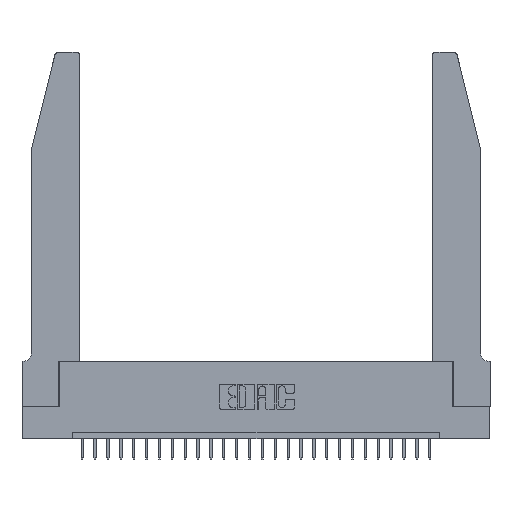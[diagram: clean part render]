
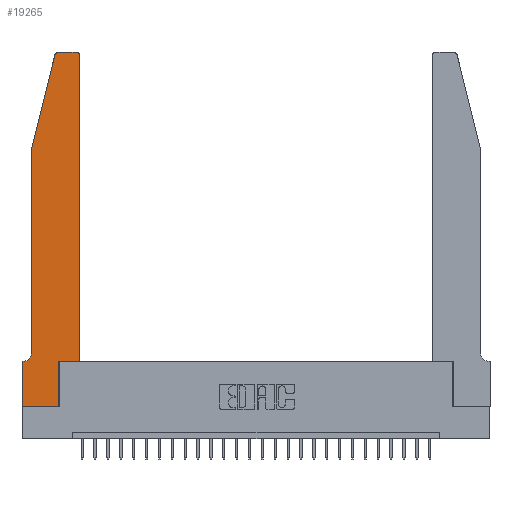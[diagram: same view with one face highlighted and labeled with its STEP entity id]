
A CAD part, top view. The second image highlights one B-rep face of the part: STEP entity #19265.
In plain terms, the highlighted planar face has unit normal (0, 0, 1).
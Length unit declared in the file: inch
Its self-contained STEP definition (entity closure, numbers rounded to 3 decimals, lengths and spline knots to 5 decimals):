
#87 = ORIENTED_EDGE ( 'NONE', *, *, #16676, .T. ) ;
#147 = LINE ( 'NONE', #23377, #4478 ) ;
#272 = VECTOR ( 'NONE', #21809, 39.37008 ) ;
#498 = DIRECTION ( 'NONE',  ( 1., 0., 0. ) ) ;
#747 = CARTESIAN_POINT ( 'NONE',  ( 0.4205, 2.75, 0.37 ) ) ;
#1427 = CARTESIAN_POINT ( 'NONE',  ( 0.2865, 0.35, 0.37 ) ) ;
#1597 = LINE ( 'NONE', #26446, #7965 ) ;
#2279 = CARTESIAN_POINT ( 'NONE',  ( 0.284, 2.72, 0.37 ) ) ;
#2761 = CARTESIAN_POINT ( 'NONE',  ( 0.0755, 2., 0.37 ) ) ;
#3039 = VERTEX_POINT ( 'NONE', #26526 ) ;
#3243 = DIRECTION ( 'NONE',  ( 0., 1., 0. ) ) ;
#3609 = CARTESIAN_POINT ( 'NONE',  ( 0.0755, 0.42, 0.37 ) ) ;
#3941 = ORIENTED_EDGE ( 'NONE', *, *, #23612, .T. ) ;
#3957 = ORIENTED_EDGE ( 'NONE', *, *, #23170, .T. ) ;
#4138 = CARTESIAN_POINT ( 'NONE',  ( 0., 0., 0.37 ) ) ;
#4369 = DIRECTION ( 'NONE',  ( 0., 0., -1. ) ) ;
#4478 = VECTOR ( 'NONE', #27713, 39.37008 ) ;
#5096 = DIRECTION ( 'NONE',  ( 1., 0., 0. ) ) ;
#5782 = CARTESIAN_POINT ( 'NONE',  ( 0.284, 2.75, 0.37 ) ) ;
#6448 = ORIENTED_EDGE ( 'NONE', *, *, #20941, .T. ) ;
#6988 = DIRECTION ( 'NONE',  ( 1., 0., 0. ) ) ;
#7179 = VECTOR ( 'NONE', #13587, 39.37008 ) ;
#7660 = ORIENTED_EDGE ( 'NONE', *, *, #9217, .T. ) ;
#7965 = VECTOR ( 'NONE', #6988, 39.37008 ) ;
#8636 = CARTESIAN_POINT ( 'NONE',  ( 0.2605, 2.75, 0.37 ) ) ;
#8695 = VERTEX_POINT ( 'NONE', #5782 ) ;
#8836 = CIRCLE ( 'NONE', #12497, 0.07 ) ;
#9217 = EDGE_CURVE ( 'NONE', #8695, #11993, #19837, .T. ) ;
#9581 = CARTESIAN_POINT ( 'NONE',  ( 0., 0.35, 0.37 ) ) ;
#10329 = LINE ( 'NONE', #23816, #16715 ) ;
#10381 = VERTEX_POINT ( 'NONE', #3609 ) ;
#10601 = LINE ( 'NONE', #20628, #19979 ) ;
#10946 = AXIS2_PLACEMENT_3D ( 'NONE', #24268, #13321, #498 ) ;
#11206 = CARTESIAN_POINT ( 'NONE',  ( 0.0055, 0.42, 0.37 ) ) ;
#11892 = CIRCLE ( 'NONE', #10946, 0.03 ) ;
#11993 = VERTEX_POINT ( 'NONE', #24538 ) ;
#12115 = EDGE_CURVE ( 'NONE', #19844, #8695, #27041, .T. ) ;
#12345 = VERTEX_POINT ( 'NONE', #9581 ) ;
#12497 = AXIS2_PLACEMENT_3D ( 'NONE', #11206, #4369, #19690 ) ;
#12776 = VECTOR ( 'NONE', #21750, 39.37008 ) ;
#12951 = DIRECTION ( 'NONE',  ( 1., 0., 0. ) ) ;
#12961 = DIRECTION ( 'NONE',  ( 1., 0., 0. ) ) ;
#13321 = DIRECTION ( 'NONE',  ( 0., 0., 1. ) ) ;
#13336 = CARTESIAN_POINT ( 'NONE',  ( 0.0755, 0.35, 0.37 ) ) ;
#13587 = DIRECTION ( 'NONE',  ( -0.239, -0.971, 0. ) ) ;
#14066 = VERTEX_POINT ( 'NONE', #22163 ) ;
#14607 = VERTEX_POINT ( 'NONE', #16464 ) ;
#14981 = DIRECTION ( 'NONE',  ( 0., 1., 0. ) ) ;
#15138 = AXIS2_PLACEMENT_3D ( 'NONE', #2279, #15219, #12961 ) ;
#15219 = DIRECTION ( 'NONE',  ( 0., 0., 1. ) ) ;
#15457 = EDGE_CURVE ( 'NONE', #16733, #14066, #1597, .T. ) ;
#15601 = CARTESIAN_POINT ( 'NONE',  ( 0., 0.35, 0.37 ) ) ;
#15807 = FACE_OUTER_BOUND ( 'NONE', #22783, .T. ) ;
#15854 = ORIENTED_EDGE ( 'NONE', *, *, #23742, .T. ) ;
#16464 = CARTESIAN_POINT ( 'NONE',  ( 0.2865, 0., 0.37 ) ) ;
#16676 = EDGE_CURVE ( 'NONE', #3039, #19844, #11892, .T. ) ;
#16715 = VECTOR ( 'NONE', #12951, 39.37008 ) ;
#16733 = VERTEX_POINT ( 'NONE', #26669 ) ;
#17661 = VERTEX_POINT ( 'NONE', #4138 ) ;
#18200 = VERTEX_POINT ( 'NONE', #23416 ) ;
#18362 = ORIENTED_EDGE ( 'NONE', *, *, #15457, .T. ) ;
#18366 = AXIS2_PLACEMENT_3D ( 'NONE', #15601, #24291, #5096 ) ;
#18416 = VERTEX_POINT ( 'NONE', #2761 ) ;
#19067 = CARTESIAN_POINT ( 'NONE',  ( 0., 0., 0.37 ) ) ;
#19265 = ADVANCED_FACE ( 'NONE', ( #15807 ), #21898, .T. ) ;
#19285 = LINE ( 'NONE', #1427, #27694 ) ;
#19690 = DIRECTION ( 'NONE',  ( -1., 0., 0. ) ) ;
#19782 = ORIENTED_EDGE ( 'NONE', *, *, #27616, .T. ) ;
#19837 = CIRCLE ( 'NONE', #15138, 0.03 ) ;
#19844 = VERTEX_POINT ( 'NONE', #747 ) ;
#19849 = LINE ( 'NONE', #19067, #12776 ) ;
#19979 = VECTOR ( 'NONE', #3243, 39.37008 ) ;
#20628 = CARTESIAN_POINT ( 'NONE',  ( 0.4505, 0.35, 0.37 ) ) ;
#20941 = EDGE_CURVE ( 'NONE', #18200, #12345, #24407, .T. ) ;
#21519 = EDGE_CURVE ( 'NONE', #17661, #14607, #10329, .T. ) ;
#21750 = DIRECTION ( 'NONE',  ( 0., -1., 0. ) ) ;
#21772 = ORIENTED_EDGE ( 'NONE', *, *, #22313, .T. ) ;
#21788 = ORIENTED_EDGE ( 'NONE', *, *, #12115, .T. ) ;
#21809 = DIRECTION ( 'NONE',  ( -1., 0., 0. ) ) ;
#21864 = CARTESIAN_POINT ( 'NONE',  ( 0.0755, 2., 0.37 ) ) ;
#21898 = PLANE ( 'NONE',  #18366 ) ;
#22163 = CARTESIAN_POINT ( 'NONE',  ( 0.4505, 0.35, 0.37 ) ) ;
#22313 = EDGE_CURVE ( 'NONE', #14066, #3039, #10601, .T. ) ;
#22783 = EDGE_LOOP ( 'NONE', ( #21788, #7660, #19782, #3957, #15854, #6448, #23434, #25249, #3941, #18362, #21772, #87 ) ) ;
#23170 = EDGE_CURVE ( 'NONE', #18416, #10381, #147, .T. ) ;
#23377 = CARTESIAN_POINT ( 'NONE',  ( 0.0755, 2., 0.37 ) ) ;
#23416 = CARTESIAN_POINT ( 'NONE',  ( 0.0055, 0.35, 0.37 ) ) ;
#23434 = ORIENTED_EDGE ( 'NONE', *, *, #25380, .T. ) ;
#23612 = EDGE_CURVE ( 'NONE', #14607, #16733, #19285, .T. ) ;
#23742 = EDGE_CURVE ( 'NONE', #10381, #18200, #8836, .T. ) ;
#23816 = CARTESIAN_POINT ( 'NONE',  ( 0., 0., 0.37 ) ) ;
#24268 = CARTESIAN_POINT ( 'NONE',  ( 0.4205, 2.72, 0.37 ) ) ;
#24291 = DIRECTION ( 'NONE',  ( 0., 0., 1. ) ) ;
#24407 = LINE ( 'NONE', #13336, #272 ) ;
#24538 = CARTESIAN_POINT ( 'NONE',  ( 0.25487, 2.72718, 0.37 ) ) ;
#25249 = ORIENTED_EDGE ( 'NONE', *, *, #21519, .T. ) ;
#25380 = EDGE_CURVE ( 'NONE', #12345, #17661, #19849, .T. ) ;
#25825 = DIRECTION ( 'NONE',  ( -1., 0., 0. ) ) ;
#25992 = LINE ( 'NONE', #21864, #7179 ) ;
#26446 = CARTESIAN_POINT ( 'NONE',  ( 0.4505, 0.35, 0.37 ) ) ;
#26526 = CARTESIAN_POINT ( 'NONE',  ( 0.4505, 2.72, 0.37 ) ) ;
#26669 = CARTESIAN_POINT ( 'NONE',  ( 0.2865, 0.35, 0.37 ) ) ;
#26711 = VECTOR ( 'NONE', #25825, 39.37008 ) ;
#27041 = LINE ( 'NONE', #8636, #26711 ) ;
#27616 = EDGE_CURVE ( 'NONE', #11993, #18416, #25992, .T. ) ;
#27694 = VECTOR ( 'NONE', #14981, 39.37008 ) ;
#27713 = DIRECTION ( 'NONE',  ( 0., -1., 0. ) ) ;
